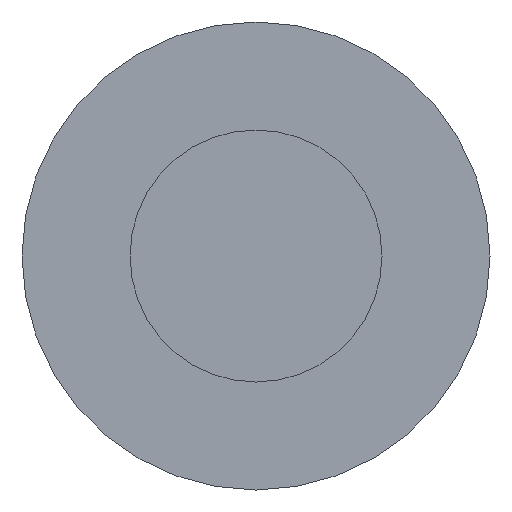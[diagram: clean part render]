
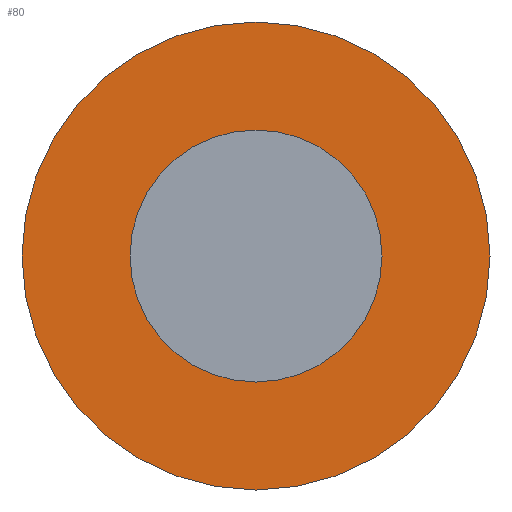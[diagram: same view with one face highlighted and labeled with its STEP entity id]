
A CAD part, front view. The second image highlights one B-rep face of the part: STEP entity #80.
In plain terms, the highlighted planar face has unit normal (0, -1, 0).
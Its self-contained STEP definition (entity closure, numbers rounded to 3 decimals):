
#80=ADVANCED_FACE('',(#93,#94),#95,.T.);
#93=FACE_BOUND('',#108,.T.);
#94=FACE_OUTER_BOUND('',#109,.T.);
#95=PLANE('',#110);
#108=EDGE_LOOP('',(#146,#147));
#109=EDGE_LOOP('',(#148,#149));
#110=AXIS2_PLACEMENT_3D('',#150,#151,#152);
#146=ORIENTED_EDGE('',*,*,#165,.T.);
#147=ORIENTED_EDGE('',*,*,#166,.T.);
#148=ORIENTED_EDGE('',*,*,#169,.T.);
#149=ORIENTED_EDGE('',*,*,#159,.T.);
#150=CARTESIAN_POINT('',(0.0,-45.0,0.0));
#151=DIRECTION('',(0.0,-1.0,0.0));
#152=DIRECTION('',(-1.0,0.0,0.0));
#159=EDGE_CURVE('',#173,#170,#174,.T.);
#165=EDGE_CURVE('',#179,#183,#185,.T.);
#166=EDGE_CURVE('',#183,#179,#186,.T.);
#169=EDGE_CURVE('',#170,#173,#189,.T.);
#170=VERTEX_POINT('',#190);
#173=VERTEX_POINT('',#194);
#174=CIRCLE('',#195,3.25);
#179=VERTEX_POINT('',#201);
#183=VERTEX_POINT('',#206);
#185=CIRCLE('',#209,1.75);
#186=CIRCLE('',#210,1.75);
#189=CIRCLE('',#213,3.25);
#190=CARTESIAN_POINT('',(3.25,-45.0,0.0));
#194=CARTESIAN_POINT('',(-3.25,-45.0,0.));
#195=AXIS2_PLACEMENT_3D('',#215,#216,#217);
#201=CARTESIAN_POINT('',(1.75,-45.0,0.0));
#206=CARTESIAN_POINT('',(-1.75,-45.0,0.));
#209=AXIS2_PLACEMENT_3D('',#227,#228,#229);
#210=AXIS2_PLACEMENT_3D('',#230,#231,#232);
#213=AXIS2_PLACEMENT_3D('',#239,#240,#241);
#215=CARTESIAN_POINT('',(0.0,-45.0,0.0));
#216=DIRECTION('',(0.0,-1.0,0.0));
#217=DIRECTION('',(1.0,0.0,0.0));
#227=CARTESIAN_POINT('',(0.0,-45.0,0.0));
#228=DIRECTION('',(0.0,1.0,0.0));
#229=DIRECTION('',(1.0,0.0,0.0));
#230=CARTESIAN_POINT('',(0.0,-45.0,0.0));
#231=DIRECTION('',(0.0,1.0,0.0));
#232=DIRECTION('',(1.0,0.0,0.0));
#239=CARTESIAN_POINT('',(0.0,-45.0,0.0));
#240=DIRECTION('',(0.0,-1.0,0.0));
#241=DIRECTION('',(1.0,0.0,0.0));
